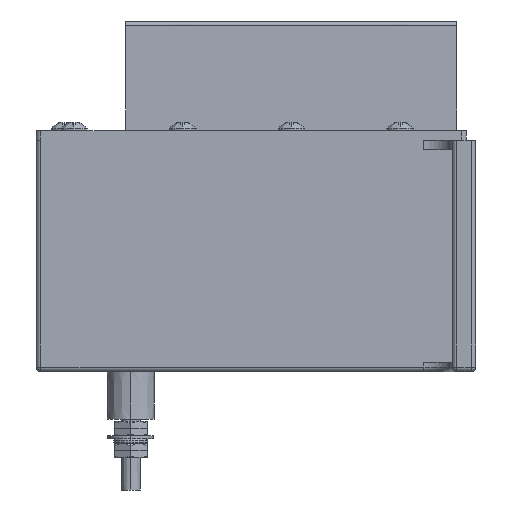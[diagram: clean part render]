
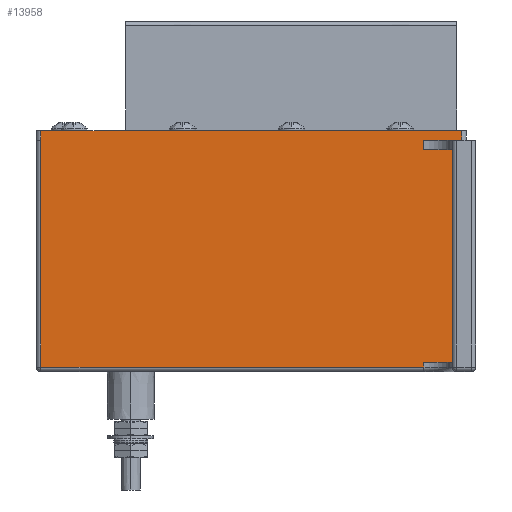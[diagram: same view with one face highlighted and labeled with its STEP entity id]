
A CAD part, left-side view. The second image highlights one B-rep face of the part: STEP entity #13958.
In plain terms, the highlighted planar face has unit normal (-1, 0, 0).
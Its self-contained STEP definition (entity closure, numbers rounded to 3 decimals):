
#244 = ORIENTED_EDGE ( 'NONE', *, *, #27290, .T. ) ;
#847 = CARTESIAN_POINT ( 'NONE',  ( -43.55, 13., 26. ) ) ;
#880 = ORIENTED_EDGE ( 'NONE', *, *, #27542, .T. ) ;
#892 = DIRECTION ( 'NONE',  ( 1., 0., 0. ) ) ;
#1515 = VECTOR ( 'NONE', #19824, 1000. ) ;
#3207 = DIRECTION ( 'NONE',  ( 0., 0., 1. ) ) ;
#3396 = CARTESIAN_POINT ( 'NONE',  ( -43.55, -77., 26. ) ) ;
#3915 = EDGE_CURVE ( 'NONE', #6820, #16188, #21869, .T. ) ;
#4022 = VECTOR ( 'NONE', #11890, 1000. ) ;
#4095 = FACE_OUTER_BOUND ( 'NONE', #18801, .T. ) ;
#4218 = ORIENTED_EDGE ( 'NONE', *, *, #21888, .T. ) ;
#4489 = CARTESIAN_POINT ( 'NONE',  ( -43.55, -74., -21. ) ) ;
#4883 = LINE ( 'NONE', #4489, #30153 ) ;
#5543 = DIRECTION ( 'NONE',  ( 0., 0., -1. ) ) ;
#6492 = CARTESIAN_POINT ( 'NONE',  ( -43.55, -77., -22. ) ) ;
#6796 = EDGE_CURVE ( 'NONE', #22510, #24605, #16791, .T. ) ;
#6820 = VERTEX_POINT ( 'NONE', #7682 ) ;
#7020 = CARTESIAN_POINT ( 'NONE',  ( -43.55, 13., 28. ) ) ;
#7123 = VECTOR ( 'NONE', #15050, 1000. ) ;
#7351 = VECTOR ( 'NONE', #3207, 1000. ) ;
#7538 = VECTOR ( 'NONE', #16713, 1000. ) ;
#7682 = CARTESIAN_POINT ( 'NONE',  ( -43.55, 13., -22. ) ) ;
#8695 = DIRECTION ( 'NONE',  ( 0., -1., 0. ) ) ;
#9004 = CARTESIAN_POINT ( 'NONE',  ( -43.55, -74., -21. ) ) ;
#9402 = CARTESIAN_POINT ( 'NONE',  ( -43.55, -76., 26. ) ) ;
#9793 = LINE ( 'NONE', #25947, #16349 ) ;
#9961 = EDGE_CURVE ( 'NONE', #20944, #16545, #15360, .T. ) ;
#11091 = ORIENTED_EDGE ( 'NONE', *, *, #23722, .T. ) ;
#11248 = VERTEX_POINT ( 'NONE', #21875 ) ;
#11682 = ORIENTED_EDGE ( 'NONE', *, *, #9961, .T. ) ;
#11890 = DIRECTION ( 'NONE',  ( 0., 0., 1. ) ) ;
#12355 = VERTEX_POINT ( 'NONE', #24133 ) ;
#12628 = CARTESIAN_POINT ( 'NONE',  ( -43.55, 13., 26. ) ) ;
#13053 = CARTESIAN_POINT ( 'NONE',  ( -43.55, -76., 28. ) ) ;
#13286 = LINE ( 'NONE', #17321, #7123 ) ;
#13958 = ADVANCED_FACE ( 'NONE', ( #4095 ), #15601, .F. ) ;
#14047 = VECTOR ( 'NONE', #30422, 1000. ) ;
#14146 = ORIENTED_EDGE ( 'NONE', *, *, #26332, .F. ) ;
#15050 = DIRECTION ( 'NONE',  ( 0., 0., -1. ) ) ;
#15360 = LINE ( 'NONE', #12628, #1515 ) ;
#15414 = LINE ( 'NONE', #23404, #18454 ) ;
#15601 = PLANE ( 'NONE',  #28793 ) ;
#16044 = CARTESIAN_POINT ( 'NONE',  ( -43.55, -68., -21. ) ) ;
#16188 = VERTEX_POINT ( 'NONE', #18997 ) ;
#16349 = VECTOR ( 'NONE', #23803, 1000. ) ;
#16468 = DIRECTION ( 'NONE',  ( 0., -1., 0. ) ) ;
#16545 = VERTEX_POINT ( 'NONE', #847 ) ;
#16713 = DIRECTION ( 'NONE',  ( 0., -1., 0. ) ) ;
#16791 = LINE ( 'NONE', #20250, #21356 ) ;
#17048 = LINE ( 'NONE', #9402, #4022 ) ;
#17202 = ORIENTED_EDGE ( 'NONE', *, *, #20736, .T. ) ;
#17321 = CARTESIAN_POINT ( 'NONE',  ( -43.55, 13., -23. ) ) ;
#18106 = ORIENTED_EDGE ( 'NONE', *, *, #27120, .F. ) ;
#18206 = VERTEX_POINT ( 'NONE', #13053 ) ;
#18454 = VECTOR ( 'NONE', #8695, 1000. ) ;
#18801 = EDGE_LOOP ( 'NONE', ( #11091, #4218, #14146, #11682, #244, #28293, #880, #17202, #18106, #21975, #19030 ) ) ;
#18997 = CARTESIAN_POINT ( 'NONE',  ( -43.55, -68., -22. ) ) ;
#19021 = LINE ( 'NONE', #25475, #14047 ) ;
#19030 = ORIENTED_EDGE ( 'NONE', *, *, #23073, .T. ) ;
#19824 = DIRECTION ( 'NONE',  ( 0., 0., -1. ) ) ;
#20250 = CARTESIAN_POINT ( 'NONE',  ( -43.55, -68., 24. ) ) ;
#20736 = EDGE_CURVE ( 'NONE', #25259, #31078, #19021, .T. ) ;
#20804 = LINE ( 'NONE', #27295, #7351 ) ;
#20944 = VERTEX_POINT ( 'NONE', #7020 ) ;
#21081 = VECTOR ( 'NONE', #16468, 1000. ) ;
#21356 = VECTOR ( 'NONE', #22694, 1000. ) ;
#21869 = LINE ( 'NONE', #6492, #21081 ) ;
#21875 = CARTESIAN_POINT ( 'NONE',  ( -43.55, -68., 26. ) ) ;
#21888 = EDGE_CURVE ( 'NONE', #12355, #18206, #17048, .T. ) ;
#21975 = ORIENTED_EDGE ( 'NONE', *, *, #6796, .F. ) ;
#22510 = VERTEX_POINT ( 'NONE', #27547 ) ;
#22694 = DIRECTION ( 'NONE',  ( 0., -1., 0. ) ) ;
#23073 = EDGE_CURVE ( 'NONE', #22510, #11248, #20804, .T. ) ;
#23404 = CARTESIAN_POINT ( 'NONE',  ( -43.55, -77., 26. ) ) ;
#23722 = EDGE_CURVE ( 'NONE', #11248, #12355, #15414, .T. ) ;
#23803 = DIRECTION ( 'NONE',  ( 0., 0., 1. ) ) ;
#23876 = CARTESIAN_POINT ( 'NONE',  ( -43.55, -77., 28. ) ) ;
#24052 = LINE ( 'NONE', #23876, #7538 ) ;
#24133 = CARTESIAN_POINT ( 'NONE',  ( -43.55, -76., 26. ) ) ;
#24605 = VERTEX_POINT ( 'NONE', #30126 ) ;
#25259 = VERTEX_POINT ( 'NONE', #16044 ) ;
#25475 = CARTESIAN_POINT ( 'NONE',  ( -43.55, -68., -21. ) ) ;
#25947 = CARTESIAN_POINT ( 'NONE',  ( -43.55, -68., 26. ) ) ;
#26332 = EDGE_CURVE ( 'NONE', #20944, #18206, #24052, .T. ) ;
#27120 = EDGE_CURVE ( 'NONE', #24605, #31078, #4883, .T. ) ;
#27290 = EDGE_CURVE ( 'NONE', #16545, #6820, #13286, .T. ) ;
#27295 = CARTESIAN_POINT ( 'NONE',  ( -43.55, -68., 26. ) ) ;
#27542 = EDGE_CURVE ( 'NONE', #16188, #25259, #9793, .T. ) ;
#27547 = CARTESIAN_POINT ( 'NONE',  ( -43.55, -68., 24. ) ) ;
#28293 = ORIENTED_EDGE ( 'NONE', *, *, #3915, .T. ) ;
#28793 = AXIS2_PLACEMENT_3D ( 'NONE', #3396, #892, #5543 ) ;
#30126 = CARTESIAN_POINT ( 'NONE',  ( -43.55, -74., 24. ) ) ;
#30153 = VECTOR ( 'NONE', #31372, 1000. ) ;
#30422 = DIRECTION ( 'NONE',  ( 0., -1., 0. ) ) ;
#31078 = VERTEX_POINT ( 'NONE', #9004 ) ;
#31372 = DIRECTION ( 'NONE',  ( 0., 0., -1. ) ) ;
